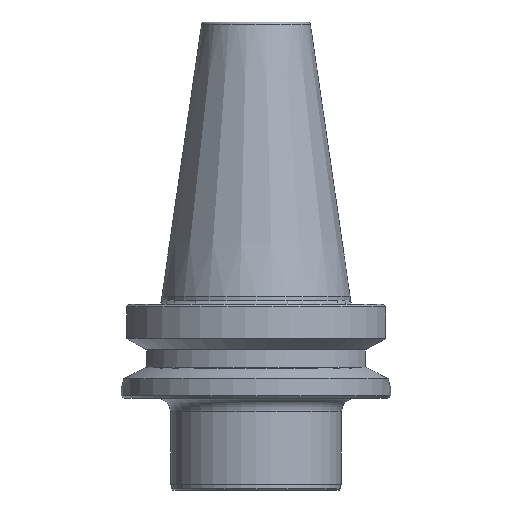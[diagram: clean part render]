
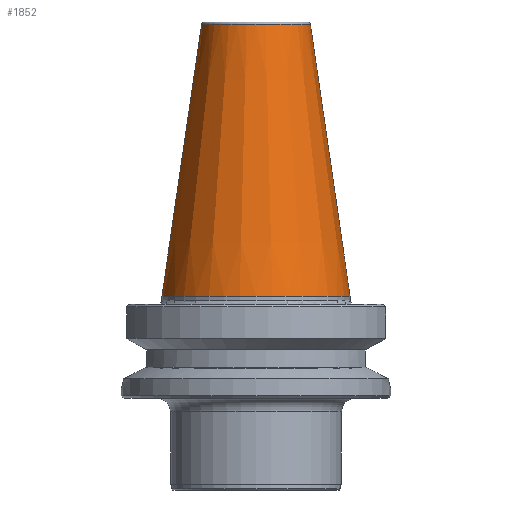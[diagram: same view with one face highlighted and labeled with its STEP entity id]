
A CAD part, front view. The second image highlights one B-rep face of the part: STEP entity #1852.
In plain terms, the highlighted conical face has half-angle 8.297 degrees and reference radius 34.925 mm.
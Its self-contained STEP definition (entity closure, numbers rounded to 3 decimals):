
#986=EDGE_CURVE('NONE',#2118,#1570,#2539,.T.);
#992=EDGE_CURVE('NONE',#1374,#2118,#2546,.T.);
#1246=VERTEX_POINT('NONE',#2828);
#1310=EDGE_CURVE('NONE',#1246,#1570,#2900,.T.);
#1374=VERTEX_POINT('NONE',#2969);
#1570=VERTEX_POINT('NONE',#3189);
#1620=EDGE_CURVE('NONE',#1246,#1374,#3246,.T.);
#1852=ADVANCED_FACE('NONE',(#3502),#3503,.T.);
#2118=VERTEX_POINT('NONE',#3803);
#2539=CIRCLE('',#4414,34.925);
#2546=LINE('',#4423,#4424);
#2828=CARTESIAN_POINT('',(20.204,0.,100.944));
#2900=LINE('',#4933,#4934);
#2969=CARTESIAN_POINT('',(-20.204,0.,100.944));
#3189=CARTESIAN_POINT('',(34.925,0.,0.0));
#3246=CIRCLE('',#5487,20.204);
#3502=FACE_OUTER_BOUND('',#5883,.T.);
#3503=CONICAL_SURFACE('',#5884,34.925,0.145);
#3803=CARTESIAN_POINT('',(-34.925,0.,0.0));
#4414=AXIS2_PLACEMENT_3D('',#6931,#6932,#6933);
#4423=CARTESIAN_POINT('',(-34.925,0.,0.0));
#4424=VECTOR('',#6945,1000.0);
#4933=CARTESIAN_POINT('',(34.925,0.,0.0));
#4934=VECTOR('',#7374,1000.0);
#5487=AXIS2_PLACEMENT_3D('',#7784,#7785,#7786);
#5883=EDGE_LOOP('',(#8071,#8072,#8073,#8074));
#5884=AXIS2_PLACEMENT_3D('',#8075,#8076,#8077);
#6931=CARTESIAN_POINT('',(0.0,0.0,0.0));
#6932=DIRECTION('',(0.0,0.0,1.0));
#6933=DIRECTION('',(-1.0,0.,0.0));
#6945=DIRECTION('',(-0.144,0.,-0.99));
#7374=DIRECTION('',(0.144,0.,-0.99));
#7784=CARTESIAN_POINT('',(0.0,0.0,100.944));
#7785=DIRECTION('',(0.0,0.0,-1.0));
#7786=DIRECTION('',(-1.0,0.,0.0));
#8071=ORIENTED_EDGE('',*,*,#1620,.T.);
#8072=ORIENTED_EDGE('',*,*,#992,.T.);
#8073=ORIENTED_EDGE('',*,*,#986,.T.);
#8074=ORIENTED_EDGE('',*,*,#1310,.F.);
#8075=CARTESIAN_POINT('',(0.0,0.0,0.0));
#8076=DIRECTION('',(-0.0,0.0,-1.0));
#8077=DIRECTION('',(1.0,0.,-0.0));
